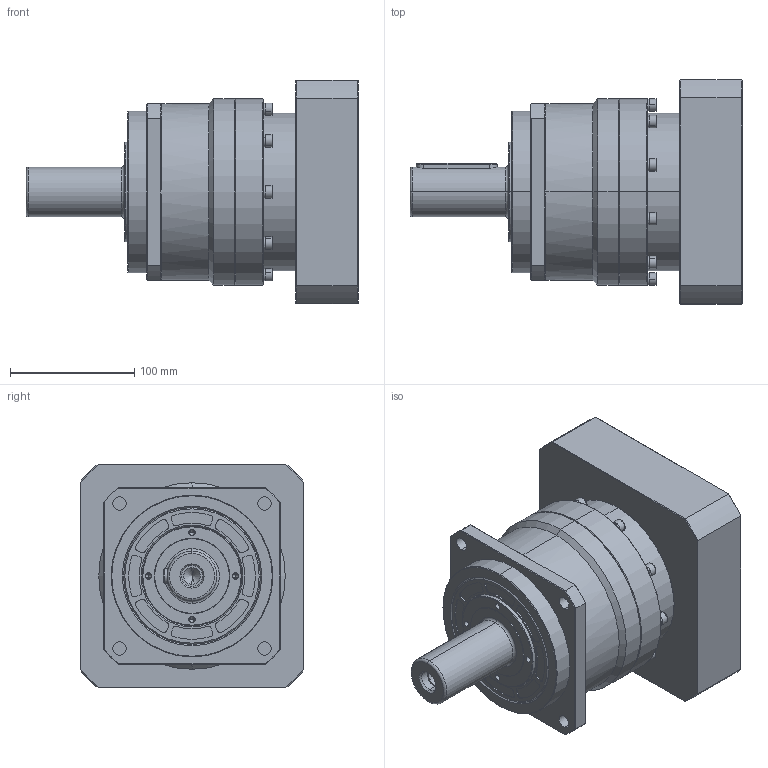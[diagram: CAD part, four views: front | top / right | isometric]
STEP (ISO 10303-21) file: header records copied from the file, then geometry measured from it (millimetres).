
FILE_DESCRIPTION (( 'STEP AP203' ), '1' );
FILE_NAME ('KS142L1-114.3-35TJ-81-M12-200俋倛芞.step', '2022-10-19T02:55:08', ( 'PC' ), ( 'Microsoft' ), 'SwSTEP 2.0', 'SolidWorks 2016', '' );
FILE_SCHEMA (( 'CONFIG_CONTROL_DESIGN' ));
Length unit declared in the file: millimetre
Products named in the file (12): 一级齿圈加出轴KS142外形图; 笢潔楊擘KS142俋倛芞; 萇儂楊擘KB142-114.3-M12-200F180H47; hexagon socket head cap screws gb_GB_FASTENER_SCREWS_HSHCS M10X35-N; 標杶D47 KB142-42謂蚚; 输入轴KB142D35键10外形图; spring lock washers--normal type gb_GB_FASTENER_WASHER_SW 6; KS142L1-114.3-35TJ-81-M12-200俋倛芞; hexagon socket head cap screws gb_GB_FASTENER_SCREWS_HSHCS M6X35-N; spring lock washers--normal type gb_GB_FASTENER_WASHER_SW 8; hexagon socket head cap screws gb_GB_FASTENER_SCREWS_HSHCS M8X30-N; hex socket set screws with flat point gb_GB_FASTENER_SCREWS_HSFP M16X16-N
Assembly tree (39 placements, depth 2):
  KS142L1-114.3-35TJ-81-M12-200俋倛芞
    一级齿圈加出轴KS142外形图
    笢潔楊擘KS142俋倛芞
    萇儂楊擘KB142-114.3-M12-200F180H47
    標杶D47 KB142-42謂蚚
    spring lock washers--normal type gb_GB_FASTENER_WASHER_SW 6  x10
    hexagon socket head cap screws gb_GB_FASTENER_SCREWS_HSHCS M6X35-N  x10
    spring lock washers--normal type gb_GB_FASTENER_WASHER_SW 8  x6
    hexagon socket head cap screws gb_GB_FASTENER_SCREWS_HSHCS M8X30-N  x6
    hex socket set screws with flat point gb_GB_FASTENER_SCREWS_HSFP M16X16-N
    hexagon socket head cap screws gb_GB_FASTENER_SCREWS_HSHCS M10X35-N
    输入轴KB142D35键10外形图
Bounding box: 267 x 180 x 180 mm (x, y, z)
Volume: 3430911 mm3; surface area: 342472.8 mm2
Topology: 39 solids, 39 shells, 1056 faces, 2543 edges, 1569 vertices
Faces by surface type: plane 460, cylinder 381, cone 177, torus 38
Entity records: 19420 total; most frequent: CARTESIAN_POINT 3468, DIRECTION 3148, ORIENTED_EDGE 2770, EDGE_CURVE 1385, AXIS2_PLACEMENT_3D 1261, VERTEX_POINT 883, EDGE_LOOP 658, CIRCLE 653
